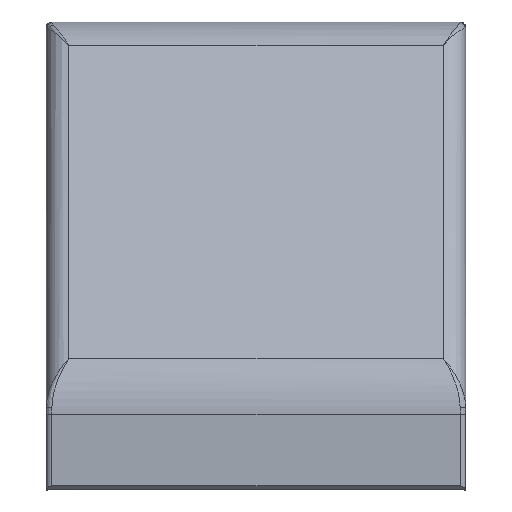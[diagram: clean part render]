
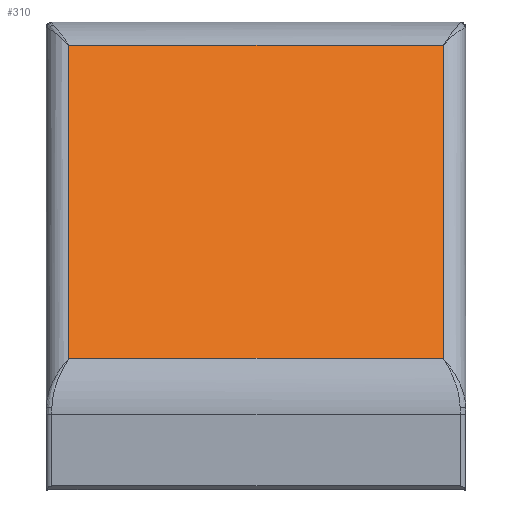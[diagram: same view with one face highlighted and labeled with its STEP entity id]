
A CAD part, front view. The second image highlights one B-rep face of the part: STEP entity #310.
In plain terms, the highlighted planar face has unit normal (0, -0.707, 0.707).
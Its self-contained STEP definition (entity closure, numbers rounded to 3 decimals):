
#67 = VECTOR ( 'NONE', #1857, 1000. ) ;
#310 = ADVANCED_FACE ( 'NONE', ( #2663 ), #1838, .F. ) ;
#415 = CARTESIAN_POINT ( 'NONE',  ( 18.48, -18.738, -8.839 ) ) ;
#523 = ORIENTED_EDGE ( 'NONE', *, *, #1186, .F. ) ;
#524 = DIRECTION ( 'NONE',  ( 1., 0., 0. ) ) ;
#618 = VECTOR ( 'NONE', #2491, 1000. ) ;
#719 = ORIENTED_EDGE ( 'NONE', *, *, #2637, .F. ) ;
#819 = AXIS2_PLACEMENT_3D ( 'NONE', #1211, #1620, #2644 ) ;
#955 = CARTESIAN_POINT ( 'NONE',  ( -16.48, 8.839, 18.738 ) ) ;
#958 = EDGE_LOOP ( 'NONE', ( #719, #1070, #1230, #523 ) ) ;
#985 = LINE ( 'NONE', #2339, #2402 ) ;
#1070 = ORIENTED_EDGE ( 'NONE', *, *, #1265, .F. ) ;
#1091 = DIRECTION ( 'NONE',  ( 0., -0.707, -0.707 ) ) ;
#1112 = CARTESIAN_POINT ( 'NONE',  ( -16.48, -18.738, -8.839 ) ) ;
#1118 = LINE ( 'NONE', #415, #67 ) ;
#1186 = EDGE_CURVE ( 'NONE', #1317, #2416, #2565, .T. ) ;
#1211 = CARTESIAN_POINT ( 'NONE',  ( 18.48, 8.839, 18.738 ) ) ;
#1230 = ORIENTED_EDGE ( 'NONE', *, *, #1385, .F. ) ;
#1265 = EDGE_CURVE ( 'NONE', #2374, #2305, #985, .T. ) ;
#1317 = VERTEX_POINT ( 'NONE', #1112 ) ;
#1385 = EDGE_CURVE ( 'NONE', #2416, #2374, #1410, .T. ) ;
#1410 = LINE ( 'NONE', #1816, #2275 ) ;
#1620 = DIRECTION ( 'NONE',  ( 0., 0.707, -0.707 ) ) ;
#1816 = CARTESIAN_POINT ( 'NONE',  ( 18.48, 8.839, 18.738 ) ) ;
#1838 = PLANE ( 'NONE',  #819 ) ;
#1857 = DIRECTION ( 'NONE',  ( -1., 0., 0. ) ) ;
#1960 = CARTESIAN_POINT ( 'NONE',  ( 16.48, 8.839, 18.738 ) ) ;
#2055 = CARTESIAN_POINT ( 'NONE',  ( -16.48, 8.839, 18.738 ) ) ;
#2275 = VECTOR ( 'NONE', #524, 1000. ) ;
#2305 = VERTEX_POINT ( 'NONE', #2553 ) ;
#2339 = CARTESIAN_POINT ( 'NONE',  ( 16.48, 8.839, 18.738 ) ) ;
#2374 = VERTEX_POINT ( 'NONE', #1960 ) ;
#2402 = VECTOR ( 'NONE', #1091, 1000. ) ;
#2416 = VERTEX_POINT ( 'NONE', #955 ) ;
#2491 = DIRECTION ( 'NONE',  ( 0., 0.707, 0.707 ) ) ;
#2553 = CARTESIAN_POINT ( 'NONE',  ( 16.48, -18.738, -8.839 ) ) ;
#2565 = LINE ( 'NONE', #2055, #618 ) ;
#2637 = EDGE_CURVE ( 'NONE', #2305, #1317, #1118, .T. ) ;
#2644 = DIRECTION ( 'NONE',  ( 0., 0.707, 0.707 ) ) ;
#2663 = FACE_OUTER_BOUND ( 'NONE', #958, .T. ) ;
